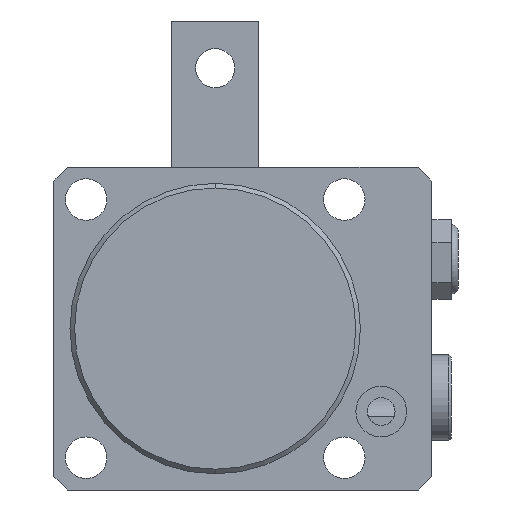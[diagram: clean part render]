
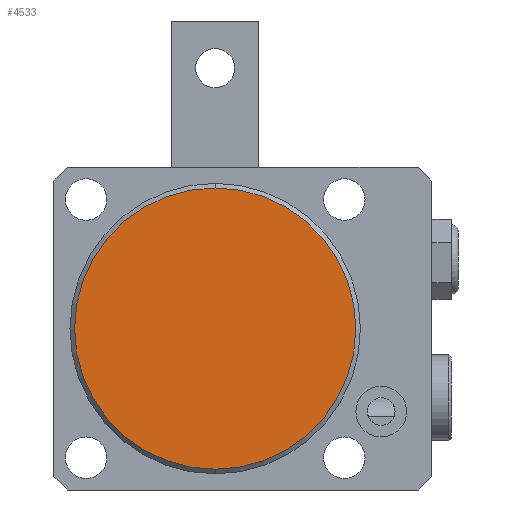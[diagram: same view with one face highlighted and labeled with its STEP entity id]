
A CAD part, front view. The second image highlights one B-rep face of the part: STEP entity #4533.
In plain terms, the highlighted planar face has unit normal (0, -1, 0).
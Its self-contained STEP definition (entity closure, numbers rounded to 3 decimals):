
#78 = FACE_OUTER_BOUND ( 'NONE', #5241, .T. ) ;
#229 = EDGE_CURVE ( 'NONE', #1725, #2216, #4750, .T. ) ;
#901 = CARTESIAN_POINT ( 'NONE',  ( 18.968, -54., 6.815 ) ) ;
#1483 = PLANE ( 'NONE',  #5150 ) ;
#1539 = CARTESIAN_POINT ( 'NONE',  ( 18.968, -54., 6.815 ) ) ;
#1725 = VERTEX_POINT ( 'NONE', #3367 ) ;
#1960 = DIRECTION ( 'NONE',  ( 0., 0., -1. ) ) ;
#2216 = VERTEX_POINT ( 'NONE', #4921 ) ;
#2325 = DIRECTION ( 'NONE',  ( 0., 0., -1. ) ) ;
#2331 = DIRECTION ( 'NONE',  ( 0., -1., 0. ) ) ;
#3367 = CARTESIAN_POINT ( 'NONE',  ( 18.968, -54., -23.685 ) ) ;
#3419 = AXIS2_PLACEMENT_3D ( 'NONE', #901, #3896, #2325 ) ;
#3896 = DIRECTION ( 'NONE',  ( 0., -1., 0. ) ) ;
#3959 = ORIENTED_EDGE ( 'NONE', *, *, #5002, .T. ) ;
#4054 = CARTESIAN_POINT ( 'NONE',  ( 18.968, -54., 6.815 ) ) ;
#4354 = AXIS2_PLACEMENT_3D ( 'NONE', #1539, #4550, #1960 ) ;
#4415 = CIRCLE ( 'NONE', #4354, 30.5 ) ;
#4478 = ORIENTED_EDGE ( 'NONE', *, *, #229, .T. ) ;
#4533 = ADVANCED_FACE ( 'NONE', ( #78 ), #1483, .T. ) ;
#4550 = DIRECTION ( 'NONE',  ( 0., -1., 0. ) ) ;
#4750 = CIRCLE ( 'NONE', #3419, 30.5 ) ;
#4921 = CARTESIAN_POINT ( 'NONE',  ( 18.968, -54., 37.315 ) ) ;
#5002 = EDGE_CURVE ( 'NONE', #2216, #1725, #4415, .T. ) ;
#5150 = AXIS2_PLACEMENT_3D ( 'NONE', #4054, #2331, #5382 ) ;
#5241 = EDGE_LOOP ( 'NONE', ( #3959, #4478 ) ) ;
#5382 = DIRECTION ( 'NONE',  ( 0., 0., -1. ) ) ;
